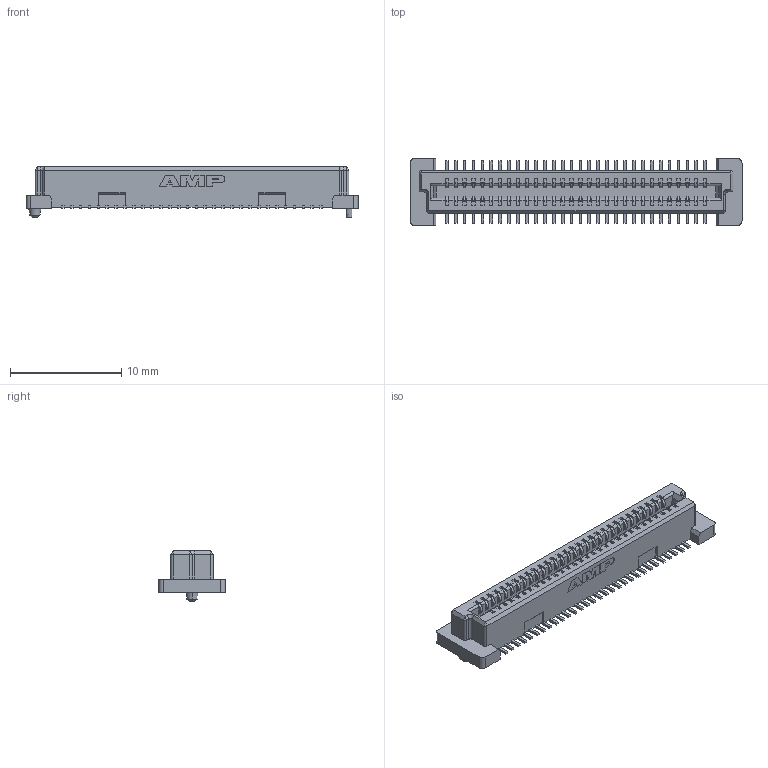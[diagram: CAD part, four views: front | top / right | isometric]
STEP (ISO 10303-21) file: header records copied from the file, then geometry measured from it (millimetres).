
FILE_DESCRIPTION((''),'2;1');
FILE_NAME('C-5177985-2','2008-02-04T',('workeradm'),('Tyco Electronics Corporation'),'PRO/ENGINEER BY PARAMETRIC TECHNOLOGY CORPORATION, 2005450','PRO/ENGINEER BY PARAMETRIC TECHNOLOGY CORPORATION, 2005450','');
FILE_SCHEMA(('CONFIG_CONTROL_DESIGN', 'GEOMETRIC_VALIDATION_PROPERTIES_MIM'));
Length unit declared in the file: millimetre
Products named in the file (1): C-5177985-2
Bounding box: 29.8 x 6 x 4.55 mm (x, y, z)
Volume: 312 mm3; surface area: 859.3 mm2
Topology: 1 solids, 1 shells, 1397 faces, 4141 edges, 2748 vertices
Faces by surface type: plane 1006, cylinder 375, cone 14, extrusion 2
Entity records: 46872 total; most frequent: CARTESIAN_POINT 8409, ORIENTED_EDGE 8270, DIRECTION 7673, EDGE_CURVE 4135, VECTOR 3367, LINE 3365, VERTEX_POINT 2748, AXIS2_PLACEMENT_3D 2153
